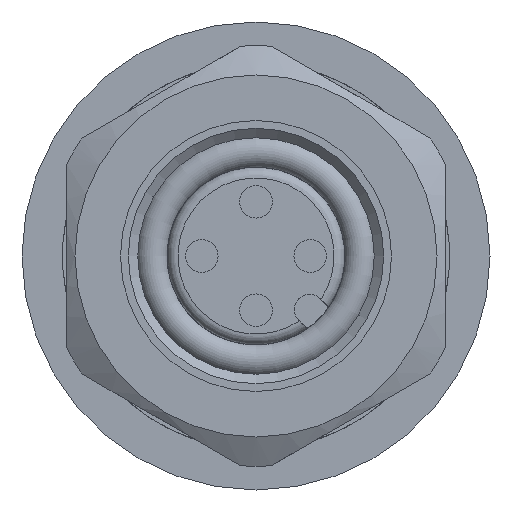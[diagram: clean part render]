
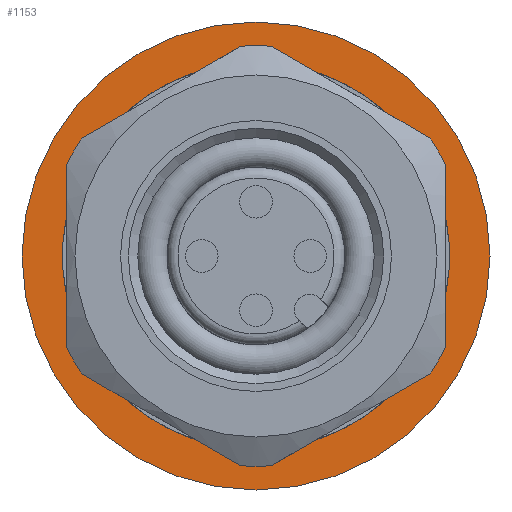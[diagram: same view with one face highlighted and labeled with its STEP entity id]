
A CAD part, front view. The second image highlights one B-rep face of the part: STEP entity #1153.
In plain terms, the highlighted planar face has unit normal (0, -1, 0).
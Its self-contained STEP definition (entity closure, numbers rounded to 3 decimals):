
#270=PLANE('',#11811);
#1153=ADVANCED_FACE('',(#4047,#4048),#270,.T.);
#3656=B_SPLINE_CURVE_WITH_KNOTS('',3,(#17296,#17297,#17298,#17299),
 .UNSPECIFIED.,.F.,.F.,(4,4),(0.,1.),.UNSPECIFIED.);
#3657=B_SPLINE_CURVE_WITH_KNOTS('',3,(#17300,#17301,#17302,#17303),
 .UNSPECIFIED.,.F.,.F.,(4,4),(0.,1.),.UNSPECIFIED.);
#4047=FACE_BOUND('',#4216,.T.);
#4048=FACE_BOUND('',#4217,.T.);
#4216=EDGE_LOOP('',(#5071,#5072,#5073,#5074));
#4217=EDGE_LOOP('',(#5075));
#5071=ORIENTED_EDGE('',*,*,#9680,.F.);
#5072=ORIENTED_EDGE('',*,*,#9681,.T.);
#5073=ORIENTED_EDGE('',*,*,#9670,.T.);
#5074=ORIENTED_EDGE('',*,*,#9682,.T.);
#5075=ORIENTED_EDGE('',*,*,#9661,.T.);
#8475=VERTEX_POINT('',#17014);
#8484=VERTEX_POINT('',#17059);
#8485=VERTEX_POINT('',#17061);
#8493=VERTEX_POINT('',#17294);
#8494=VERTEX_POINT('',#17295);
#9661=EDGE_CURVE('',#8475,#8475,#11319,.T.);
#9670=EDGE_CURVE('',#8485,#8484,#11324,.T.);
#9680=EDGE_CURVE('',#8493,#8494,#11327,.T.);
#9681=EDGE_CURVE('',#8493,#8485,#3656,.T.);
#9682=EDGE_CURVE('',#8484,#8494,#3657,.T.);
#11319=CIRCLE('',#11797,10.795);
#11324=CIRCLE('',#11804,5.741);
#11327=CIRCLE('',#11810,5.987);
#11797=AXIS2_PLACEMENT_3D('',#17013,#13006,#13007);
#11804=AXIS2_PLACEMENT_3D('',#17060,#13022,#13023);
#11810=AXIS2_PLACEMENT_3D('',#17293,#13036,#13037);
#11811=AXIS2_PLACEMENT_3D('',#17304,#13038,#13039);
#13006=DIRECTION('',(0.,-1.,0.));
#13007=DIRECTION('',(0.,0.,-1.));
#13022=DIRECTION('',(0.,1.,0.));
#13023=DIRECTION('',(0.,0.,-1.));
#13036=DIRECTION('',(0.,-1.,0.));
#13037=DIRECTION('',(0.,0.,-1.));
#13038=DIRECTION('',(0.,-1.,0.));
#13039=DIRECTION('',(0.,0.,-1.));
#17013=CARTESIAN_POINT('',(0.,20.27,0.));
#17014=CARTESIAN_POINT('',(0.,20.27,-10.795));
#17059=CARTESIAN_POINT('',(5.519,20.27,-1.578));
#17060=CARTESIAN_POINT('',(0.,20.27,0.));
#17061=CARTESIAN_POINT('',(-5.066,20.27,-2.699));
#17293=CARTESIAN_POINT('',(0.,20.27,0.));
#17294=CARTESIAN_POINT('',(-0.231,20.27,-5.983));
#17295=CARTESIAN_POINT('',(1.483,20.27,-5.801));
#17296=CARTESIAN_POINT('',(-0.231,20.27,-5.983));
#17297=CARTESIAN_POINT('',(-2.287,20.27,-5.826));
#17298=CARTESIAN_POINT('',(-4.176,20.27,-4.549));
#17299=CARTESIAN_POINT('',(-5.066,20.27,-2.699));
#17300=CARTESIAN_POINT('',(5.519,20.27,-1.578));
#17301=CARTESIAN_POINT('',(5.033,20.27,-3.569));
#17302=CARTESIAN_POINT('',(3.457,20.27,-5.211));
#17303=CARTESIAN_POINT('',(1.483,20.27,-5.801));
#17304=CARTESIAN_POINT('',(8.668,20.27,0.));
